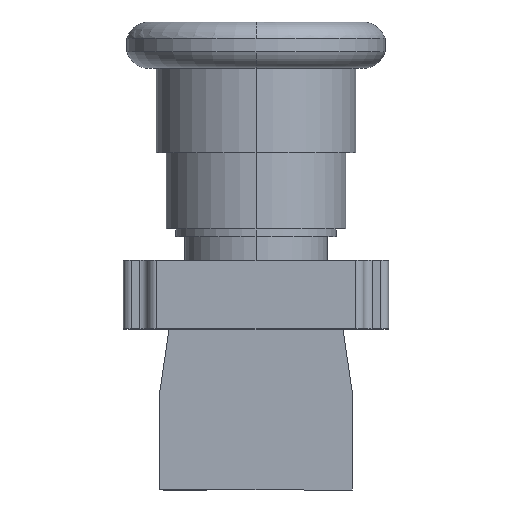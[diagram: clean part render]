
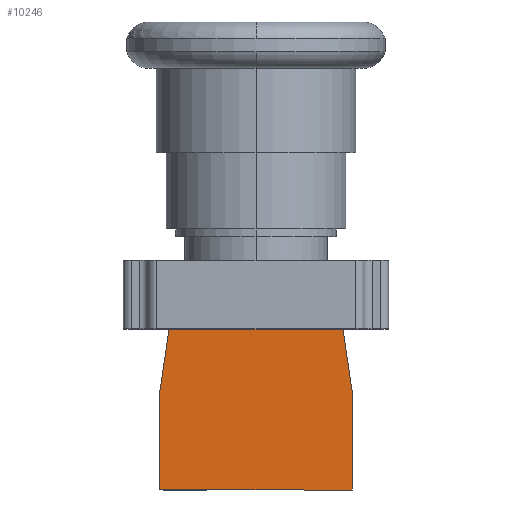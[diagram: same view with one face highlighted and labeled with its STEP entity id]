
A CAD part, front view. The second image highlights one B-rep face of the part: STEP entity #10246.
In plain terms, the highlighted planar face has unit normal (0, -1, 0).
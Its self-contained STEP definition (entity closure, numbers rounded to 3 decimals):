
#128 = CARTESIAN_POINT ( 'NONE',  ( 14.478, -14.986, -34.544 ) ) ;
#225 = ORIENTED_EDGE ( 'NONE', *, *, #4290, .F. ) ;
#432 = EDGE_CURVE ( 'NONE', #5560, #10506, #3910, .T. ) ;
#514 = EDGE_CURVE ( 'NONE', #4435, #4049, #5617, .T. ) ;
#611 = FACE_OUTER_BOUND ( 'NONE', #6170, .T. ) ;
#670 = AXIS2_PLACEMENT_3D ( 'NONE', #11821, #3514, #738 ) ;
#738 = DIRECTION ( 'NONE',  ( -1., 0., 0. ) ) ;
#2012 = CARTESIAN_POINT ( 'NONE',  ( -14.478, -14.986, -34.544 ) ) ;
#2099 = DIRECTION ( 'NONE',  ( -1., 0., 0. ) ) ;
#2447 = CARTESIAN_POINT ( 'NONE',  ( -14.478, -14.986, -19.939 ) ) ;
#2686 = DIRECTION ( 'NONE',  ( 1., 0., 0. ) ) ;
#2712 = CARTESIAN_POINT ( 'NONE',  ( 13.081, -14.986, -10.414 ) ) ;
#2749 = DIRECTION ( 'NONE',  ( 0.145, 0., -0.989 ) ) ;
#3186 = CARTESIAN_POINT ( 'NONE',  ( -14.478, -14.986, -34.544 ) ) ;
#3317 = ORIENTED_EDGE ( 'NONE', *, *, #4469, .F. ) ;
#3442 = VECTOR ( 'NONE', #7152, 1000. ) ;
#3514 = DIRECTION ( 'NONE',  ( 0., -1., 0. ) ) ;
#3532 = ORIENTED_EDGE ( 'NONE', *, *, #9542, .F. ) ;
#3686 = DIRECTION ( 'NONE',  ( 0., 0., -1. ) ) ;
#3910 = LINE ( 'NONE', #3186, #10667 ) ;
#3968 = CARTESIAN_POINT ( 'NONE',  ( -13.081, -14.986, -10.414 ) ) ;
#4049 = VERTEX_POINT ( 'NONE', #3968 ) ;
#4290 = EDGE_CURVE ( 'NONE', #10992, #7362, #10382, .T. ) ;
#4399 = PLANE ( 'NONE',  #670 ) ;
#4425 = LINE ( 'NONE', #8159, #3442 ) ;
#4435 = VERTEX_POINT ( 'NONE', #2447 ) ;
#4469 = EDGE_CURVE ( 'NONE', #4049, #10992, #5304, .T. ) ;
#4502 = VECTOR ( 'NONE', #6534, 1000. ) ;
#4906 = ORIENTED_EDGE ( 'NONE', *, *, #432, .F. ) ;
#5017 = EDGE_CURVE ( 'NONE', #10506, #4435, #4425, .T. ) ;
#5304 = LINE ( 'NONE', #8991, #5428 ) ;
#5428 = VECTOR ( 'NONE', #2686, 1000. ) ;
#5560 = VERTEX_POINT ( 'NONE', #10378 ) ;
#5617 = LINE ( 'NONE', #10088, #4502 ) ;
#5641 = ORIENTED_EDGE ( 'NONE', *, *, #514, .F. ) ;
#6170 = EDGE_LOOP ( 'NONE', ( #3317, #5641, #11882, #4906, #3532, #225 ) ) ;
#6236 = CARTESIAN_POINT ( 'NONE',  ( 14.478, -14.986, -19.939 ) ) ;
#6534 = DIRECTION ( 'NONE',  ( 0.145, 0., 0.989 ) ) ;
#6852 = VECTOR ( 'NONE', #3686, 1000. ) ;
#7152 = DIRECTION ( 'NONE',  ( 0., 0., 1. ) ) ;
#7362 = VERTEX_POINT ( 'NONE', #6236 ) ;
#7955 = LINE ( 'NONE', #128, #6852 ) ;
#8159 = CARTESIAN_POINT ( 'NONE',  ( -14.478, -14.986, -19.939 ) ) ;
#8991 = CARTESIAN_POINT ( 'NONE',  ( 13.081, -14.986, -10.414 ) ) ;
#9528 = VECTOR ( 'NONE', #2749, 1000. ) ;
#9542 = EDGE_CURVE ( 'NONE', #7362, #5560, #7955, .T. ) ;
#10088 = CARTESIAN_POINT ( 'NONE',  ( -13.081, -14.986, -10.414 ) ) ;
#10246 = ADVANCED_FACE ( 'NONE', ( #611 ), #4399, .T. ) ;
#10378 = CARTESIAN_POINT ( 'NONE',  ( 14.478, -14.986, -34.544 ) ) ;
#10382 = LINE ( 'NONE', #11061, #9528 ) ;
#10506 = VERTEX_POINT ( 'NONE', #2012 ) ;
#10667 = VECTOR ( 'NONE', #2099, 1000. ) ;
#10992 = VERTEX_POINT ( 'NONE', #2712 ) ;
#11061 = CARTESIAN_POINT ( 'NONE',  ( 14.478, -14.986, -19.939 ) ) ;
#11821 = CARTESIAN_POINT ( 'NONE',  ( 0., -14.986, 0. ) ) ;
#11882 = ORIENTED_EDGE ( 'NONE', *, *, #5017, .F. ) ;
